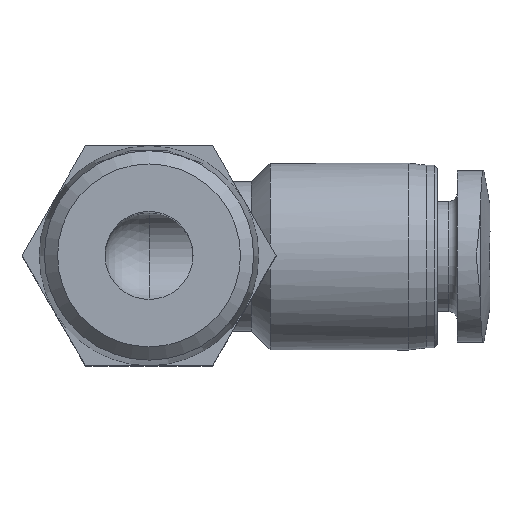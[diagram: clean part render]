
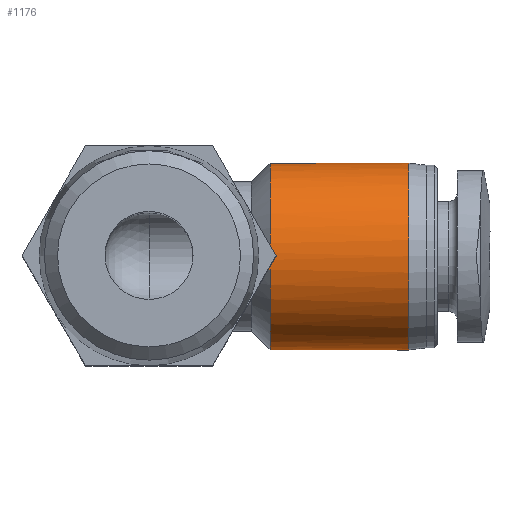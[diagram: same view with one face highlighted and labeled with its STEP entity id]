
A CAD part, top view. The second image highlights one B-rep face of the part: STEP entity #1176.
In plain terms, the highlighted cylindrical face has radius 4.25 mm (diameter 8.5 mm), a full revolution.
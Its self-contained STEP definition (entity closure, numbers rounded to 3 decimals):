
#28=ELLIPSE('',#1272,6.01,4.25);
#29=ELLIPSE('',#1273,6.01,4.25);
#36=CYLINDRICAL_SURFACE('',#1269,4.25);
#68=B_SPLINE_CURVE_WITH_KNOTS('',3,(#1710,#1711,#1712,#1713),
 .UNSPECIFIED.,.F.,.F.,(4,4),(0.,0.001),
 .UNSPECIFIED.);
#99=CIRCLE('',#1226,4.25);
#111=CIRCLE('',#1246,4.25);
#112=CIRCLE('',#1248,4.25);
#118=CIRCLE('',#1270,4.25);
#119=CIRCLE('',#1271,4.25);
#273=ORIENTED_EDGE('',*,*,#449,.F.);
#274=ORIENTED_EDGE('',*,*,#450,.T.);
#275=ORIENTED_EDGE('',*,*,#451,.T.);
#276=ORIENTED_EDGE('',*,*,#452,.T.);
#277=ORIENTED_EDGE('',*,*,#399,.T.);
#278=ORIENTED_EDGE('',*,*,#385,.F.);
#279=ORIENTED_EDGE('',*,*,#419,.T.);
#280=ORIENTED_EDGE('',*,*,#453,.T.);
#281=ORIENTED_EDGE('',*,*,#415,.T.);
#282=ORIENTED_EDGE('',*,*,#454,.F.);
#283=ORIENTED_EDGE('',*,*,#420,.T.);
#284=ORIENTED_EDGE('',*,*,#389,.T.);
#385=EDGE_CURVE('',#497,#489,#556,.T.);
#389=EDGE_CURVE('',#502,#501,#558,.T.);
#399=EDGE_CURVE('',#509,#489,#99,.T.);
#415=EDGE_CURVE('',#520,#519,#68,.T.);
#419=EDGE_CURVE('',#497,#522,#111,.T.);
#420=EDGE_CURVE('',#523,#502,#112,.T.);
#449=EDGE_CURVE('',#541,#541,#118,.T.);
#450=EDGE_CURVE('',#501,#542,#119,.T.);
#451=EDGE_CURVE('',#542,#543,#28,.T.);
#452=EDGE_CURVE('',#543,#509,#29,.T.);
#453=EDGE_CURVE('',#522,#520,#581,.T.);
#454=EDGE_CURVE('',#523,#519,#582,.T.);
#489=VERTEX_POINT('',#1618);
#497=VERTEX_POINT('',#1640);
#501=VERTEX_POINT('',#1649);
#502=VERTEX_POINT('',#1651);
#509=VERTEX_POINT('',#1678);
#519=VERTEX_POINT('',#1709);
#520=VERTEX_POINT('',#1714);
#522=VERTEX_POINT('',#1723);
#523=VERTEX_POINT('',#1727);
#541=VERTEX_POINT('',#1835);
#542=VERTEX_POINT('',#1837);
#543=VERTEX_POINT('',#1839);
#556=LINE('',#1641,#595);
#558=LINE('',#1650,#597);
#581=LINE('',#1841,#620);
#582=LINE('',#1842,#621);
#595=VECTOR('',#1344,1000.);
#597=VECTOR('',#1352,1000.);
#620=VECTOR('',#1479,1000.);
#621=VECTOR('',#1480,1000.);
#668=EDGE_LOOP('',(#273));
#669=EDGE_LOOP('',(#274,#275,#276,#277,#278,#279,#280,#281,#282,#283,#284));
#737=FACE_BOUND('',#668,.T.);
#738=FACE_BOUND('',#669,.T.);
#1176=ADVANCED_FACE('',(#737,#738),#36,.T.);
#1226=AXIS2_PLACEMENT_3D('',#1679,#1365,#1366);
#1246=AXIS2_PLACEMENT_3D('',#1724,#1409,#1410);
#1248=AXIS2_PLACEMENT_3D('',#1726,#1413,#1414);
#1269=AXIS2_PLACEMENT_3D('',#1833,#1469,#1470);
#1270=AXIS2_PLACEMENT_3D('',#1834,#1471,#1472);
#1271=AXIS2_PLACEMENT_3D('',#1836,#1473,#1474);
#1272=AXIS2_PLACEMENT_3D('',#1838,#1475,#1476);
#1273=AXIS2_PLACEMENT_3D('',#1840,#1477,#1478);
#1344=DIRECTION('',(-1.,0.,0.));
#1352=DIRECTION('',(-1.,0.,0.));
#1365=DIRECTION('',(1.,0.,0.));
#1366=DIRECTION('',(0.,0.,-1.));
#1409=DIRECTION('',(1.,0.,0.));
#1410=DIRECTION('',(0.,0.,-1.));
#1413=DIRECTION('',(1.,0.,0.));
#1414=DIRECTION('',(0.,0.,-1.));
#1469=DIRECTION('',(1.,0.,0.));
#1470=DIRECTION('',(0.,0.,-1.));
#1471=DIRECTION('',(1.,0.,0.));
#1472=DIRECTION('',(0.,0.,-1.));
#1473=DIRECTION('',(1.,0.,0.));
#1474=DIRECTION('',(0.,0.,-1.));
#1475=DIRECTION('',(0.707,-0.707,0.));
#1476=DIRECTION('',(0.707,0.707,0.));
#1477=DIRECTION('',(0.707,0.707,0.));
#1478=DIRECTION('',(0.707,-0.707,0.));
#1479=DIRECTION('',(-1.,0.,0.));
#1480=DIRECTION('',(-1.,0.,0.));
#1618=CARTESIAN_POINT('',(0.,0.6,-4.207));
#1640=CARTESIAN_POINT('',(5.5,0.6,-4.207));
#1641=CARTESIAN_POINT('',(5.5,0.6,-4.207));
#1649=CARTESIAN_POINT('',(0.,-0.6,-4.207));
#1650=CARTESIAN_POINT('',(5.5,-0.6,-4.207));
#1651=CARTESIAN_POINT('',(5.5,-0.6,-4.207));
#1678=CARTESIAN_POINT('',(0.,0.442,-4.227));
#1679=CARTESIAN_POINT('',(0.,0.,0.));
#1709=CARTESIAN_POINT('',(3.778,-0.6,4.207));
#1710=CARTESIAN_POINT('',(3.778,0.6,4.207));
#1711=CARTESIAN_POINT('',(3.841,0.203,4.264));
#1712=CARTESIAN_POINT('',(3.841,-0.203,4.264));
#1713=CARTESIAN_POINT('',(3.778,-0.6,4.207));
#1714=CARTESIAN_POINT('',(3.778,0.6,4.207));
#1723=CARTESIAN_POINT('',(5.5,0.6,4.207));
#1724=CARTESIAN_POINT('',(5.5,0.,0.));
#1726=CARTESIAN_POINT('',(5.5,0.,0.));
#1727=CARTESIAN_POINT('',(5.5,-0.6,4.207));
#1833=CARTESIAN_POINT('',(15.5,0.,0.));
#1834=CARTESIAN_POINT('',(11.8,0.,0.));
#1835=CARTESIAN_POINT('',(11.8,0.,-4.25));
#1836=CARTESIAN_POINT('',(0.,0.,0.));
#1837=CARTESIAN_POINT('',(0.,-0.442,-4.227));
#1838=CARTESIAN_POINT('',(0.442,0.,0.));
#1839=CARTESIAN_POINT('',(0.442,0.,-4.25));
#1840=CARTESIAN_POINT('',(0.442,0.,0.));
#1841=CARTESIAN_POINT('',(5.5,0.6,4.207));
#1842=CARTESIAN_POINT('',(5.5,-0.6,4.207));
